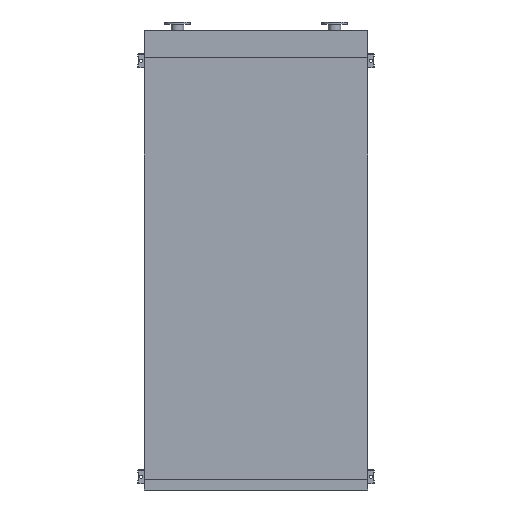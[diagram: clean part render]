
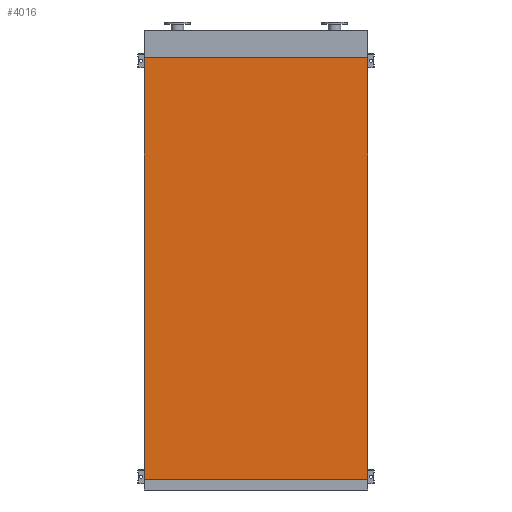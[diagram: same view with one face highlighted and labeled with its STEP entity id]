
A CAD part, front view. The second image highlights one B-rep face of the part: STEP entity #4016.
In plain terms, the highlighted planar face has unit normal (0, -1, 0).
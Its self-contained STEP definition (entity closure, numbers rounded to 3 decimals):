
#371 = VERTEX_POINT ( 'NONE', #2250 ) ;
#1072 = CARTESIAN_POINT ( 'NONE',  ( 965., 0., -3650. ) ) ;
#1201 = LINE ( 'NONE', #12502, #8497 ) ;
#2250 = CARTESIAN_POINT ( 'NONE',  ( 965., 0., 0. ) ) ;
#3525 = CARTESIAN_POINT ( 'NONE',  ( -965., 0., -3650. ) ) ;
#4016 = ADVANCED_FACE ( 'NONE', ( #6063 ), #4902, .T. ) ;
#4247 = CARTESIAN_POINT ( 'NONE',  ( -965., 0., -3650. ) ) ;
#4902 = PLANE ( 'NONE',  #11534 ) ;
#6063 = FACE_OUTER_BOUND ( 'NONE', #17708, .T. ) ;
#6466 = DIRECTION ( 'NONE',  ( 0., -1., 0. ) ) ;
#7386 = EDGE_CURVE ( 'NONE', #15218, #7778, #8198, .T. ) ;
#7773 = VECTOR ( 'NONE', #14178, 1000. ) ;
#7778 = VERTEX_POINT ( 'NONE', #17140 ) ;
#8198 = LINE ( 'NONE', #8619, #7773 ) ;
#8497 = VECTOR ( 'NONE', #13897, 1000. ) ;
#8619 = CARTESIAN_POINT ( 'NONE',  ( -965., 0., -3650. ) ) ;
#8897 = ORIENTED_EDGE ( 'NONE', *, *, #7386, .F. ) ;
#10062 = LINE ( 'NONE', #12855, #10923 ) ;
#10253 = ORIENTED_EDGE ( 'NONE', *, *, #14238, .T. ) ;
#10923 = VECTOR ( 'NONE', #14259, 1000. ) ;
#11534 = AXIS2_PLACEMENT_3D ( 'NONE', #3525, #6466, #16237 ) ;
#12502 = CARTESIAN_POINT ( 'NONE',  ( 965., 0., -3650. ) ) ;
#12608 = ORIENTED_EDGE ( 'NONE', *, *, #14398, .T. ) ;
#12791 = CARTESIAN_POINT ( 'NONE',  ( -965., 0., 0. ) ) ;
#12855 = CARTESIAN_POINT ( 'NONE',  ( -965., 0., -3650. ) ) ;
#13424 = VERTEX_POINT ( 'NONE', #1072 ) ;
#13730 = VECTOR ( 'NONE', #18312, 1000. ) ;
#13897 = DIRECTION ( 'NONE',  ( 0., 0., 1. ) ) ;
#14178 = DIRECTION ( 'NONE',  ( 0., 0., 1. ) ) ;
#14238 = EDGE_CURVE ( 'NONE', #13424, #371, #1201, .T. ) ;
#14259 = DIRECTION ( 'NONE',  ( 1., 0., 0. ) ) ;
#14372 = EDGE_CURVE ( 'NONE', #7778, #371, #17394, .T. ) ;
#14398 = EDGE_CURVE ( 'NONE', #15218, #13424, #10062, .T. ) ;
#15218 = VERTEX_POINT ( 'NONE', #4247 ) ;
#15451 = ORIENTED_EDGE ( 'NONE', *, *, #14372, .F. ) ;
#16237 = DIRECTION ( 'NONE',  ( 0., 0., -1. ) ) ;
#17140 = CARTESIAN_POINT ( 'NONE',  ( -965., 0., 0. ) ) ;
#17394 = LINE ( 'NONE', #12791, #13730 ) ;
#17708 = EDGE_LOOP ( 'NONE', ( #15451, #8897, #12608, #10253 ) ) ;
#18312 = DIRECTION ( 'NONE',  ( 1., 0., 0. ) ) ;
